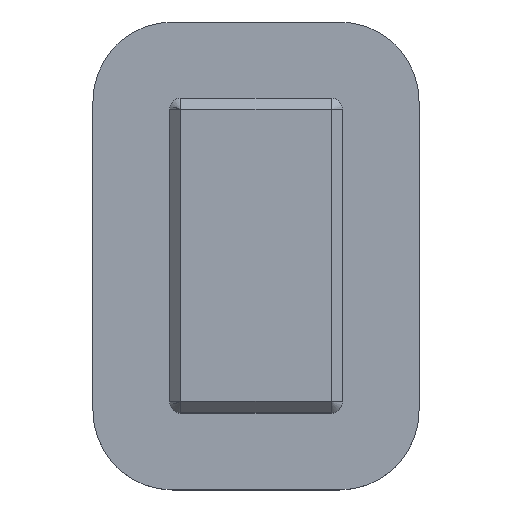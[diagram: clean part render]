
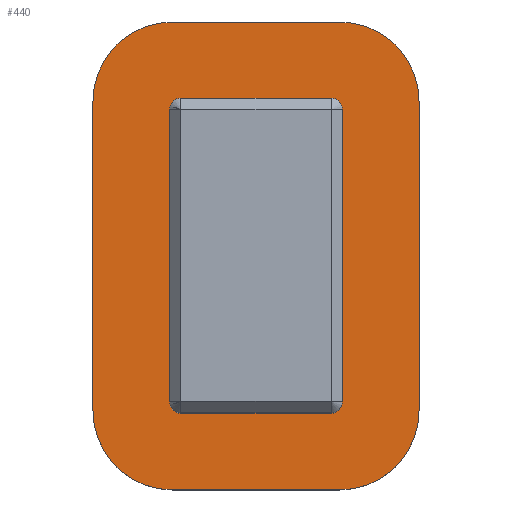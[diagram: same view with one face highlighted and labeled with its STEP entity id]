
A CAD part, top view. The second image highlights one B-rep face of the part: STEP entity #440.
In plain terms, the highlighted planar face has unit normal (0, 0, 1).
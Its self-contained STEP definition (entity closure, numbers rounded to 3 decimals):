
#15=FACE_BOUND('',#78,.T.);
#50=FACE_OUTER_BOUND('',#77,.T.);
#77=EDGE_LOOP('',(#371,#372,#373,#374,#375,#376,#377,#378));
#78=EDGE_LOOP('',(#379,#380,#381,#382,#383,#384,#385,#386));
#106=LINE('',#689,#150);
#109=LINE('',#697,#153);
#112=LINE('',#707,#156);
#115=LINE('',#715,#159);
#119=LINE('',#724,#163);
#121=LINE('',#730,#165);
#122=LINE('',#733,#166);
#123=LINE('',#737,#167);
#150=VECTOR('',#555,10.);
#153=VECTOR('',#564,10.);
#156=VECTOR('',#575,10.);
#159=VECTOR('',#584,10.);
#163=VECTOR('',#594,10.);
#165=VECTOR('',#602,10.);
#166=VECTOR('',#605,10.);
#167=VECTOR('',#608,10.);
#179=CIRCLE('',#465,0.2);
#180=CIRCLE('',#468,0.2);
#181=CIRCLE('',#472,0.2);
#182=CIRCLE('',#475,0.2);
#183=CIRCLE('',#478,1.4);
#184=CIRCLE('',#481,1.4);
#185=CIRCLE('',#484,1.4);
#186=CIRCLE('',#485,1.4);
#207=VERTEX_POINT('',#681);
#208=VERTEX_POINT('',#683);
#209=VERTEX_POINT('',#687);
#210=VERTEX_POINT('',#691);
#211=VERTEX_POINT('',#695);
#212=VERTEX_POINT('',#700);
#213=VERTEX_POINT('',#702);
#214=VERTEX_POINT('',#706);
#215=VERTEX_POINT('',#712);
#216=VERTEX_POINT('',#714);
#217=VERTEX_POINT('',#718);
#218=VERTEX_POINT('',#722);
#219=VERTEX_POINT('',#726);
#220=VERTEX_POINT('',#732);
#221=VERTEX_POINT('',#734);
#222=VERTEX_POINT('',#736);
#252=EDGE_CURVE('',#207,#208,#179,.F.);
#255=EDGE_CURVE('',#209,#207,#106,.T.);
#257=EDGE_CURVE('',#210,#209,#180,.F.);
#259=EDGE_CURVE('',#211,#210,#109,.T.);
#261=EDGE_CURVE('',#212,#213,#181,.F.);
#263=EDGE_CURVE('',#213,#214,#112,.T.);
#265=EDGE_CURVE('',#214,#211,#182,.F.);
#267=EDGE_CURVE('',#215,#216,#115,.T.);
#270=EDGE_CURVE('',#217,#215,#183,.T.);
#272=EDGE_CURVE('',#218,#217,#119,.T.);
#274=EDGE_CURVE('',#219,#218,#184,.T.);
#275=EDGE_CURVE('',#208,#212,#121,.T.);
#276=EDGE_CURVE('',#220,#219,#122,.T.);
#277=EDGE_CURVE('',#221,#220,#185,.T.);
#278=EDGE_CURVE('',#222,#221,#123,.T.);
#279=EDGE_CURVE('',#216,#222,#186,.T.);
#371=ORIENTED_EDGE('',*,*,#274,.F.);
#372=ORIENTED_EDGE('',*,*,#276,.F.);
#373=ORIENTED_EDGE('',*,*,#277,.F.);
#374=ORIENTED_EDGE('',*,*,#278,.F.);
#375=ORIENTED_EDGE('',*,*,#279,.F.);
#376=ORIENTED_EDGE('',*,*,#267,.F.);
#377=ORIENTED_EDGE('',*,*,#270,.F.);
#378=ORIENTED_EDGE('',*,*,#272,.F.);
#379=ORIENTED_EDGE('',*,*,#275,.F.);
#380=ORIENTED_EDGE('',*,*,#252,.F.);
#381=ORIENTED_EDGE('',*,*,#255,.F.);
#382=ORIENTED_EDGE('',*,*,#257,.F.);
#383=ORIENTED_EDGE('',*,*,#259,.F.);
#384=ORIENTED_EDGE('',*,*,#265,.F.);
#385=ORIENTED_EDGE('',*,*,#263,.F.);
#386=ORIENTED_EDGE('',*,*,#261,.F.);
#415=PLANE('',#483);
#440=ADVANCED_FACE('',(#50,#15),#415,.T.);
#465=AXIS2_PLACEMENT_3D('',#684,#549,#550);
#468=AXIS2_PLACEMENT_3D('',#693,#559,#560);
#472=AXIS2_PLACEMENT_3D('',#703,#570,#571);
#475=AXIS2_PLACEMENT_3D('',#710,#579,#580);
#478=AXIS2_PLACEMENT_3D('',#720,#589,#590);
#481=AXIS2_PLACEMENT_3D('',#728,#598,#599);
#483=AXIS2_PLACEMENT_3D('',#731,#603,#604);
#484=AXIS2_PLACEMENT_3D('',#735,#606,#607);
#485=AXIS2_PLACEMENT_3D('',#738,#609,#610);
#549=DIRECTION('center_axis',(0.,0.,-1.));
#550=DIRECTION('ref_axis',(-0.707,-0.707,0.));
#555=DIRECTION('',(0.,-1.,0.));
#559=DIRECTION('center_axis',(0.,0.,-1.));
#560=DIRECTION('ref_axis',(-0.707,0.707,0.));
#564=DIRECTION('',(-1.,0.,0.));
#570=DIRECTION('center_axis',(0.,0.,-1.));
#571=DIRECTION('ref_axis',(0.707,-0.707,0.));
#575=DIRECTION('',(0.,1.,0.));
#579=DIRECTION('center_axis',(0.,0.,-1.));
#580=DIRECTION('ref_axis',(0.707,0.707,0.));
#584=DIRECTION('',(1.,0.,0.));
#589=DIRECTION('center_axis',(0.,0.,-1.));
#590=DIRECTION('ref_axis',(0.,1.,0.));
#594=DIRECTION('',(0.,1.,0.));
#598=DIRECTION('center_axis',(0.,0.,-1.));
#599=DIRECTION('ref_axis',(-1.,0.,0.));
#602=DIRECTION('',(1.,0.,0.));
#603=DIRECTION('center_axis',(0.,0.,1.));
#604=DIRECTION('ref_axis',(-1.,0.,0.));
#605=DIRECTION('',(-1.,0.,0.));
#606=DIRECTION('center_axis',(0.,0.,-1.));
#607=DIRECTION('ref_axis',(0.,-1.,0.));
#608=DIRECTION('',(0.,-1.,0.));
#609=DIRECTION('center_axis',(0.,0.,-1.));
#610=DIRECTION('ref_axis',(1.,0.,0.));
#681=CARTESIAN_POINT('',(20.475,3.425,5.47));
#683=CARTESIAN_POINT('',(20.675,3.225,5.47));
#684=CARTESIAN_POINT('Origin',(20.675,3.425,5.47));
#687=CARTESIAN_POINT('',(20.475,8.575,5.47));
#689=CARTESIAN_POINT('',(20.475,3.275,5.47));
#691=CARTESIAN_POINT('',(20.675,8.775,5.47));
#693=CARTESIAN_POINT('Origin',(20.675,8.575,5.47));
#695=CARTESIAN_POINT('',(23.325,8.775,5.47));
#697=CARTESIAN_POINT('',(20.525,8.775,5.47));
#700=CARTESIAN_POINT('',(23.325,3.225,5.47));
#702=CARTESIAN_POINT('',(23.525,3.425,5.47));
#703=CARTESIAN_POINT('Origin',(23.325,3.425,5.47));
#706=CARTESIAN_POINT('',(23.525,8.575,5.47));
#707=CARTESIAN_POINT('',(23.525,8.725,5.47));
#710=CARTESIAN_POINT('Origin',(23.325,8.575,5.47));
#712=CARTESIAN_POINT('',(20.525,10.125,5.47));
#714=CARTESIAN_POINT('',(23.475,10.125,5.47));
#715=CARTESIAN_POINT('',(7.263,10.125,5.47));
#718=CARTESIAN_POINT('',(19.125,8.725,5.47));
#720=CARTESIAN_POINT('Origin',(20.525,8.725,5.47));
#722=CARTESIAN_POINT('',(19.125,3.275,5.47));
#724=CARTESIAN_POINT('',(19.125,15.388,5.47));
#726=CARTESIAN_POINT('',(20.525,1.875,5.47));
#728=CARTESIAN_POINT('Origin',(20.525,3.275,5.47));
#730=CARTESIAN_POINT('',(23.475,3.225,5.47));
#731=CARTESIAN_POINT('Origin',(-6.,27.5,5.47));
#732=CARTESIAN_POINT('',(23.475,1.875,5.47));
#733=CARTESIAN_POINT('',(8.738,1.875,5.47));
#734=CARTESIAN_POINT('',(24.875,3.275,5.47));
#735=CARTESIAN_POINT('Origin',(23.475,3.275,5.47));
#736=CARTESIAN_POINT('',(24.875,8.725,5.47));
#737=CARTESIAN_POINT('',(24.875,18.113,5.47));
#738=CARTESIAN_POINT('Origin',(23.475,8.725,5.47));
